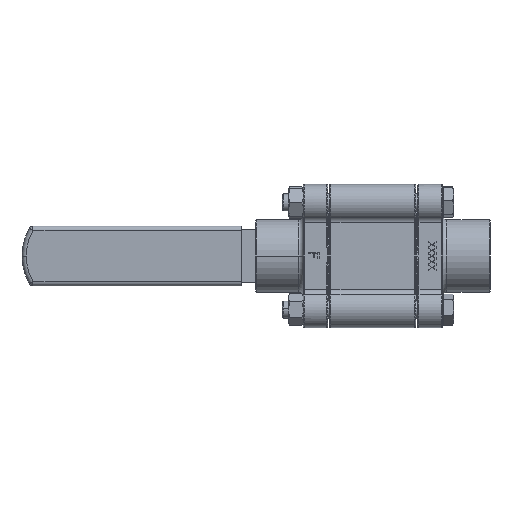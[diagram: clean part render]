
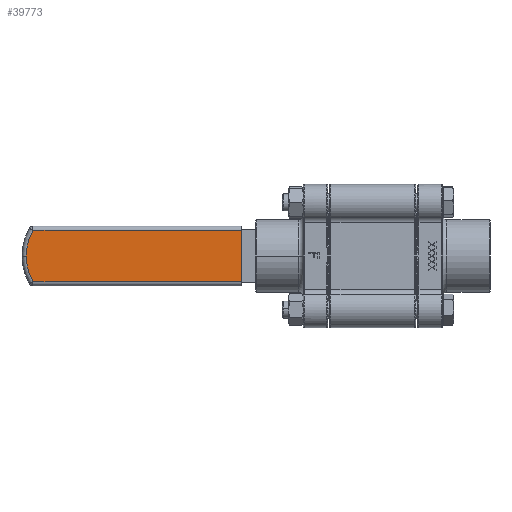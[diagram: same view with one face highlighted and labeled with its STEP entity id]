
A CAD part, front view. The second image highlights one B-rep face of the part: STEP entity #39773.
In plain terms, the highlighted planar face has unit normal (0, -1, 0).
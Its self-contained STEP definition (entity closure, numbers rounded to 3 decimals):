
#835 = ORIENTED_EDGE ( 'NONE', *, *, #37031, .T. ) ;
#2528 = CARTESIAN_POINT ( 'NONE',  ( -162.5, 89.008, 0. ) ) ;
#2752 = CARTESIAN_POINT ( 'NONE',  ( -159.36, 89.008, -12. ) ) ;
#3026 = CIRCLE ( 'NONE', #54571, 24.5 ) ;
#8932 = AXIS2_PLACEMENT_3D ( 'NONE', #21079, #11231, #31062 ) ;
#11231 = DIRECTION ( 'NONE',  ( 0., -1., 0. ) ) ;
#11650 = CARTESIAN_POINT ( 'NONE',  ( -61.5, 89.008, -14. ) ) ;
#12885 = VERTEX_POINT ( 'NONE', #2528 ) ;
#13069 = CARTESIAN_POINT ( 'NONE',  ( -160.5, 89.008, 12. ) ) ;
#14799 = CARTESIAN_POINT ( 'NONE',  ( -138., 89.008, 0. ) ) ;
#16941 = DIRECTION ( 'NONE',  ( -1., 0., 0. ) ) ;
#19466 = VECTOR ( 'NONE', #51483, 1000. ) ;
#20423 = CIRCLE ( 'NONE', #8932, 24.5 ) ;
#21079 = CARTESIAN_POINT ( 'NONE',  ( -138., 89.008, 0. ) ) ;
#23008 = AXIS2_PLACEMENT_3D ( 'NONE', #14799, #44263, #31191 ) ;
#23037 = CARTESIAN_POINT ( 'NONE',  ( -61.5, 89.008, -12. ) ) ;
#25240 = EDGE_CURVE ( 'NONE', #12885, #25278, #3026, .T. ) ;
#25278 = VERTEX_POINT ( 'NONE', #2752 ) ;
#25541 = LINE ( 'NONE', #13069, #47322 ) ;
#25844 = LINE ( 'NONE', #52036, #19466 ) ;
#25920 = CARTESIAN_POINT ( 'NONE',  ( -61.5, 89.008, 12. ) ) ;
#27022 = ORIENTED_EDGE ( 'NONE', *, *, #43972, .T. ) ;
#27451 = CARTESIAN_POINT ( 'NONE',  ( -138., 89.008, 0. ) ) ;
#27516 = FACE_OUTER_BOUND ( 'NONE', #54499, .T. ) ;
#29149 = LINE ( 'NONE', #11650, #36984 ) ;
#29761 = EDGE_CURVE ( 'NONE', #30882, #47142, #29149, .T. ) ;
#30525 = CARTESIAN_POINT ( 'NONE',  ( -159.36, 89.008, 12. ) ) ;
#30882 = VERTEX_POINT ( 'NONE', #23037 ) ;
#31062 = DIRECTION ( 'NONE',  ( -1., 0., 0. ) ) ;
#31191 = DIRECTION ( 'NONE',  ( -1., 0., 0. ) ) ;
#31843 = EDGE_CURVE ( 'NONE', #44341, #12885, #20423, .T. ) ;
#33363 = DIRECTION ( 'NONE',  ( 0., 0., 1. ) ) ;
#35913 = PLANE ( 'NONE',  #23008 ) ;
#36984 = VECTOR ( 'NONE', #33363, 1000. ) ;
#37031 = EDGE_CURVE ( 'NONE', #47142, #44341, #25541, .T. ) ;
#38131 = ORIENTED_EDGE ( 'NONE', *, *, #25240, .T. ) ;
#39773 = ADVANCED_FACE ( 'NONE', ( #27516 ), #35913, .F. ) ;
#43972 = EDGE_CURVE ( 'NONE', #25278, #30882, #25844, .T. ) ;
#44263 = DIRECTION ( 'NONE',  ( 0., 1., 0. ) ) ;
#44341 = VERTEX_POINT ( 'NONE', #30525 ) ;
#44462 = DIRECTION ( 'NONE',  ( -1., 0., 0. ) ) ;
#44745 = DIRECTION ( 'NONE',  ( 0., -1., 0. ) ) ;
#44805 = ORIENTED_EDGE ( 'NONE', *, *, #29761, .T. ) ;
#47142 = VERTEX_POINT ( 'NONE', #25920 ) ;
#47322 = VECTOR ( 'NONE', #16941, 1000. ) ;
#49099 = ORIENTED_EDGE ( 'NONE', *, *, #31843, .T. ) ;
#51483 = DIRECTION ( 'NONE',  ( 1., 0., 0. ) ) ;
#52036 = CARTESIAN_POINT ( 'NONE',  ( -61.5, 89.008, -12. ) ) ;
#54499 = EDGE_LOOP ( 'NONE', ( #44805, #835, #49099, #38131, #27022 ) ) ;
#54571 = AXIS2_PLACEMENT_3D ( 'NONE', #27451, #44745, #44462 ) ;
